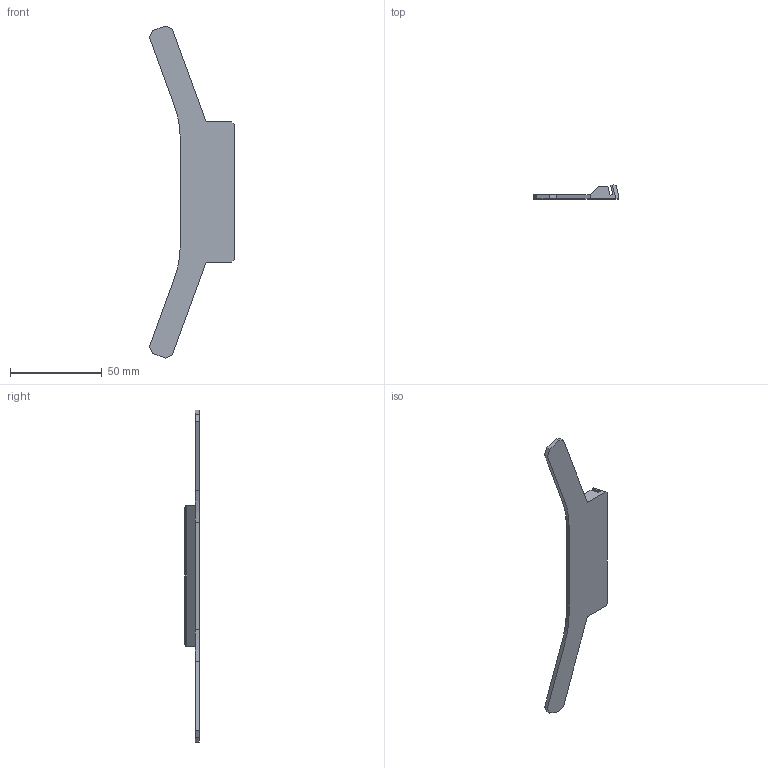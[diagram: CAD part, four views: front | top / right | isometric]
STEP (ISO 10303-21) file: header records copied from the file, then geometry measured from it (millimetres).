
FILE_DESCRIPTION (( 'STEP AP203' ), '1' );
FILE_NAME ('Clock Stand-Wide.STEP', '2022-09-21T15:02:09', ( '' ), ( '' ), 'SwSTEP 2.0', 'SolidWorks 2022', '' );
FILE_SCHEMA (( 'CONFIG_CONTROL_DESIGN' ));
Length unit declared in the file: millimetre
Products named in the file (1): Clock Stand-Wide
Bounding box: 46.25 x 7.73 x 180.63 mm (x, y, z)
Volume: 12082 mm3; surface area: 9581.5 mm2
Topology: 1 solids, 1 shells, 28 faces, 76 edges, 50 vertices
Faces by surface type: plane 26, cylinder 2
Entity records: 945 total; most frequent: CARTESIAN_POINT 155, ORIENTED_EDGE 152, DIRECTION 138, EDGE_CURVE 76, LINE 72, VECTOR 72, VERTEX_POINT 50, AXIS2_PLACEMENT_3D 33
